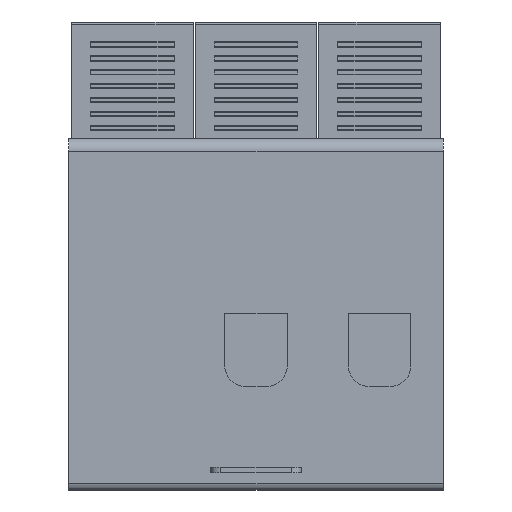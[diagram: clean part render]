
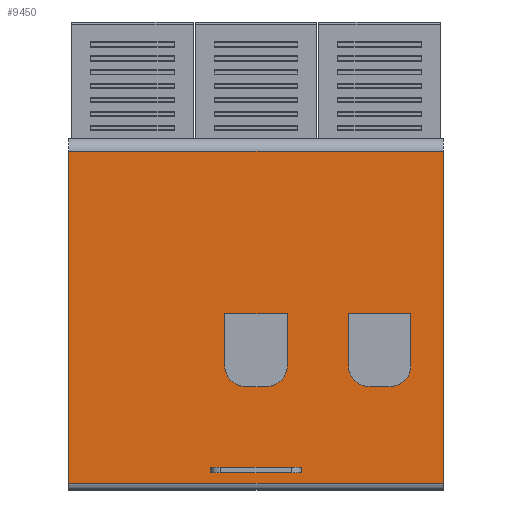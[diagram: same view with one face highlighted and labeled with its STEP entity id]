
A CAD part, left-side view. The second image highlights one B-rep face of the part: STEP entity #9450.
In plain terms, the highlighted planar face has unit normal (-1, 0, 0).
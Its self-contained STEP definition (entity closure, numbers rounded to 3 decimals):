
#1270=CARTESIAN_POINT('',(-57.99,-40.6,
-4.104));
#1280=VERTEX_POINT('',#1270);
#1310=CARTESIAN_POINT('',(-57.99,-40.6,0.));
#1320=DIRECTION('',(0.,0.,-1.));
#1330=VECTOR('',#1320,1.);
#1340=LINE('',#1310,#1330);
#1350=CARTESIAN_POINT('',(-57.99,-40.6,
43.696));
#1360=VERTEX_POINT('',#1350);
#1370=EDGE_CURVE('',#1360,#1280,#1340,.T.);
#4250=CARTESIAN_POINT('',(-57.99,13.4,
43.696));
#4260=VERTEX_POINT('',#4250);
#4290=CARTESIAN_POINT('',(-57.99,13.4,0.));
#4300=DIRECTION('',(0.,0.,1.));
#4310=VECTOR('',#4300,1.);
#4320=LINE('',#4290,#4310);
#4330=CARTESIAN_POINT('',(-57.99,13.4,
-4.104));
#4340=VERTEX_POINT('',#4330);
#4350=EDGE_CURVE('',#4340,#4260,#4320,.T.);
#7800=CARTESIAN_POINT('',(-57.99,31.3,
-4.104));
#7810=DIRECTION('',(0.,-1.,0.));
#7820=VECTOR('',#7810,1.);
#7830=LINE('',#7800,#7820);
#7840=EDGE_CURVE('',#4340,#1280,#7830,.T.);
#7910=CARTESIAN_POINT('',(-57.99,31.3,
43.696));
#7920=DIRECTION('',(1.,0.,0.));
#7930=DIRECTION('',(0.,0.,1.));
#7940=AXIS2_PLACEMENT_3D('',#7910,#7920,#7930);
#7950=PLANE('',#7940);
#7960=CARTESIAN_POINT('',(-57.99,-26.9,0.));
#7970=DIRECTION('',(0.,0.,-1.));
#7980=VECTOR('',#7970,1.);
#7990=LINE('',#7960,#7980);
#8000=CARTESIAN_POINT('',(-57.99,-26.9,
20.296));
#8010=VERTEX_POINT('',#8000);
#8020=CARTESIAN_POINT('',(-57.99,-26.9,
12.796));
#8030=VERTEX_POINT('',#8020);
#8040=EDGE_CURVE('',#8010,#8030,#7990,.T.);
#8050=ORIENTED_EDGE('',*,*,#8040,.F.);
#8060=CARTESIAN_POINT('',(-57.99,-29.9,
12.796));
#8070=DIRECTION('',(-1.,0.,0.));
#8080=DIRECTION('',(0.,1.,0.));
#8090=AXIS2_PLACEMENT_3D('',#8060,#8070,#8080);
#8100=CIRCLE('',#8090,3.);
#8110=CARTESIAN_POINT('',(-57.99,-29.9,
9.796));
#8120=VERTEX_POINT('',#8110);
#8130=EDGE_CURVE('',#8030,#8120,#8100,.T.);
#8140=ORIENTED_EDGE('',*,*,#8130,.F.);
#8150=CARTESIAN_POINT('',(-57.99,71.075,
9.796));
#8160=DIRECTION('',(0.,-1.,0.));
#8170=VECTOR('',#8160,1.);
#8180=LINE('',#8150,#8170);
#8190=CARTESIAN_POINT('',(-57.99,-32.9,
9.796));
#8200=VERTEX_POINT('',#8190);
#8210=EDGE_CURVE('',#8120,#8200,#8180,.T.);
#8220=ORIENTED_EDGE('',*,*,#8210,.F.);
#8230=CARTESIAN_POINT('',(-57.99,-32.9,
12.796));
#8240=DIRECTION('',(1.,0.,0.));
#8250=DIRECTION('',(0.,-1.,0.));
#8260=AXIS2_PLACEMENT_3D('',#8230,#8240,#8250);
#8270=CIRCLE('',#8260,3.);
#8280=CARTESIAN_POINT('',(-57.99,-35.9,
12.796));
#8290=VERTEX_POINT('',#8280);
#8300=EDGE_CURVE('',#8290,#8200,#8270,.T.);
#8310=ORIENTED_EDGE('',*,*,#8300,.T.);
#8320=CARTESIAN_POINT('',(-57.99,-35.9,0.));
#8330=DIRECTION('',(0.,0.,1.));
#8340=VECTOR('',#8330,1.);
#8350=LINE('',#8320,#8340);
#8360=CARTESIAN_POINT('',(-57.99,-35.9,
20.296));
#8370=VERTEX_POINT('',#8360);
#8380=EDGE_CURVE('',#8290,#8370,#8350,.T.);
#8390=ORIENTED_EDGE('',*,*,#8380,.F.);
#8400=CARTESIAN_POINT('',(-57.99,71.075,
20.296));
#8410=DIRECTION('',(0.,1.,0.));
#8420=VECTOR('',#8410,1.);
#8430=LINE('',#8400,#8420);
#8440=EDGE_CURVE('',#8370,#8010,#8430,.T.);
#8450=ORIENTED_EDGE('',*,*,#8440,.F.);
#8460=EDGE_LOOP('',(#8450,#8390,#8310,#8220,#8140,#8050));
#8470=FACE_BOUND('',#8460,.T.);
#8480=CARTESIAN_POINT('',(-57.99,-9.1,0.));
#8490=DIRECTION('',(0.,0.,-1.));
#8500=VECTOR('',#8490,1.);
#8510=LINE('',#8480,#8500);
#8520=CARTESIAN_POINT('',(-57.99,-9.1,
20.296));
#8530=VERTEX_POINT('',#8520);
#8540=CARTESIAN_POINT('',(-57.99,-9.1,
12.796));
#8550=VERTEX_POINT('',#8540);
#8560=EDGE_CURVE('',#8530,#8550,#8510,.T.);
#8570=ORIENTED_EDGE('',*,*,#8560,.F.);
#8580=CARTESIAN_POINT('',(-57.99,-12.1,
12.796));
#8590=DIRECTION('',(-1.,0.,0.));
#8600=DIRECTION('',(0.,1.,0.));
#8610=AXIS2_PLACEMENT_3D('',#8580,#8590,#8600);
#8620=CIRCLE('',#8610,3.);
#8630=CARTESIAN_POINT('',(-57.99,-12.1,
9.796));
#8640=VERTEX_POINT('',#8630);
#8650=EDGE_CURVE('',#8550,#8640,#8620,.T.);
#8660=ORIENTED_EDGE('',*,*,#8650,.F.);
#8670=CARTESIAN_POINT('',(-57.99,71.075,
9.796));
#8680=DIRECTION('',(0.,-1.,0.));
#8690=VECTOR('',#8680,1.);
#8700=LINE('',#8670,#8690);
#8710=CARTESIAN_POINT('',(-57.99,-15.1,
9.796));
#8720=VERTEX_POINT('',#8710);
#8730=EDGE_CURVE('',#8640,#8720,#8700,.T.);
#8740=ORIENTED_EDGE('',*,*,#8730,.F.);
#8750=CARTESIAN_POINT('',(-57.99,-15.1,
12.796));
#8760=DIRECTION('',(1.,0.,0.));
#8770=DIRECTION('',(0.,-1.,0.));
#8780=AXIS2_PLACEMENT_3D('',#8750,#8760,#8770);
#8790=CIRCLE('',#8780,3.);
#8800=CARTESIAN_POINT('',(-57.99,-18.1,
12.796));
#8810=VERTEX_POINT('',#8800);
#8820=EDGE_CURVE('',#8810,#8720,#8790,.T.);
#8830=ORIENTED_EDGE('',*,*,#8820,.T.);
#8840=CARTESIAN_POINT('',(-57.99,-18.1,0.));
#8850=DIRECTION('',(0.,0.,1.));
#8860=VECTOR('',#8850,1.);
#8870=LINE('',#8840,#8860);
#8880=CARTESIAN_POINT('',(-57.99,-18.1,
20.296));
#8890=VERTEX_POINT('',#8880);
#8900=EDGE_CURVE('',#8810,#8890,#8870,.T.);
#8910=ORIENTED_EDGE('',*,*,#8900,.F.);
#8920=CARTESIAN_POINT('',(-57.99,71.075,
20.296));
#8930=DIRECTION('',(0.,1.,0.));
#8940=VECTOR('',#8930,1.);
#8950=LINE('',#8920,#8940);
#8960=EDGE_CURVE('',#8890,#8530,#8950,.T.);
#8970=ORIENTED_EDGE('',*,*,#8960,.F.);
#8980=EDGE_LOOP('',(#8970,#8910,#8830,#8740,#8660,#8570));
#8990=FACE_BOUND('',#8980,.T.);
#9000=CARTESIAN_POINT('',(-57.99,-19.481,
-2.604));
#9010=DIRECTION('',(0.,0.,1.));
#9020=VECTOR('',#9010,1.);
#9030=LINE('',#9000,#9020);
#9040=CARTESIAN_POINT('',(-57.99,-19.481,
-2.604));
#9050=VERTEX_POINT('',#9040);
#9060=CARTESIAN_POINT('',(-57.99,-19.481,
-1.804));
#9070=VERTEX_POINT('',#9060);
#9080=EDGE_CURVE('',#9050,#9070,#9030,.T.);
#9090=ORIENTED_EDGE('',*,*,#9080,.F.);
#9100=CARTESIAN_POINT('',(-57.99,71.075,
-1.804));
#9110=DIRECTION('',(0.,-1.,0.));
#9120=VECTOR('',#9110,1.);
#9130=LINE('',#9100,#9120);
#9140=CARTESIAN_POINT('',(-57.99,-7.719,
-1.804));
#9150=VERTEX_POINT('',#9140);
#9160=EDGE_CURVE('',#9150,#9070,#9130,.T.);
#9170=ORIENTED_EDGE('',*,*,#9160,.T.);
#9180=CARTESIAN_POINT('',(-57.99,-7.719,
-2.604));
#9190=DIRECTION('',(0.,0.,1.));
#9200=VECTOR('',#9190,1.);
#9210=LINE('',#9180,#9200);
#9220=CARTESIAN_POINT('',(-57.99,-7.719,
-2.604));
#9230=VERTEX_POINT('',#9220);
#9240=EDGE_CURVE('',#9230,#9150,#9210,.T.);
#9250=ORIENTED_EDGE('',*,*,#9240,.T.);
#9260=CARTESIAN_POINT('',(-57.99,71.075,
-2.604));
#9270=DIRECTION('',(0.,1.,0.));
#9280=VECTOR('',#9270,1.);
#9290=LINE('',#9260,#9280);
#9300=EDGE_CURVE('',#9050,#9230,#9290,.T.);
#9310=ORIENTED_EDGE('',*,*,#9300,.T.);
#9320=EDGE_LOOP('',(#9310,#9250,#9170,#9090));
#9330=FACE_BOUND('',#9320,.T.);
#9340=ORIENTED_EDGE('',*,*,#4350,.F.);
#9350=CARTESIAN_POINT('',(-57.99,31.3,
43.696));
#9360=DIRECTION('',(0.,-1.,0.));
#9370=VECTOR('',#9360,1.);
#9380=LINE('',#9350,#9370);
#9390=EDGE_CURVE('',#4260,#1360,#9380,.T.);
#9400=ORIENTED_EDGE('',*,*,#9390,.F.);
#9410=ORIENTED_EDGE('',*,*,#1370,.F.);
#9420=ORIENTED_EDGE('',*,*,#7840,.T.);
#9430=EDGE_LOOP('',(#9420,#9410,#9400,#9340));
#9440=FACE_OUTER_BOUND('',#9430,.T.);
#9450=ADVANCED_FACE('',(#8470,#8990,#9330,#9440),#7950,.F.);
